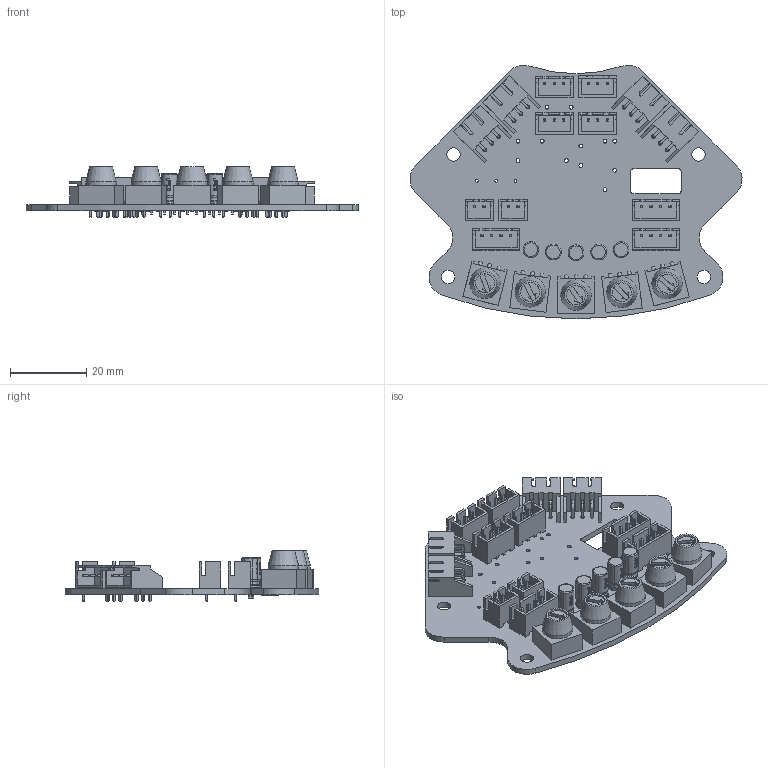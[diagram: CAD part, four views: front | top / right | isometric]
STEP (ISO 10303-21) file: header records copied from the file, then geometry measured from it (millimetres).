
FILE_DESCRIPTION(('KiCad electronic assembly'),'2;1');
FILE_NAME('____.step','2024-11-28T02:27:55',('Pcbnew'),('Kicad'), 'Open CASCADE STEP processor 7.6','KiCad to STEP converter','Unknown' );
FILE_SCHEMA(('AUTOMOTIVE_DESIGN { 1 0 10303 214 1 1 1 1 }'));
Length unit declared in the file: millimetre
Products named in the file (14): ____ 1; Lå­ã³ãã¯ã¿ã¼3ãã³ v1; COMPOUND; é»è§£ã³ã³ãã³ãµã¼ v1; SOLID; ã³ãã¯ã¿ã¼4ãã³ v1; ã³ãã¯ã¿ã¼3ãã³ v1; ã³ãã¯ã¿ã¼2ãã³ v1; å¯å¤æµæ v5; é»æºåºç¤ PCB
Assembly tree (30 placements, depth 3):
  ____ 1
    Lå­ã³ãã¯ã¿ã¼3ãã³ v1  x4
      COMPOUND
    é»è§£ã³ã³ãã³ãµã¼ v1  x5
      SOLID
    ã³ãã¯ã¿ã¼4ãã³ v1  x3
      COMPOUND
    ã³ãã¯ã¿ã¼3ãã³ v1  x4
      COMPOUND
    ã³ãã¯ã¿ã¼2ãã³ v1  x2
      COMPOUND
    å¯å¤æµæ v5  x5
      COMPOUND
    é»æºåºç¤ PCB
Bounding box: 87.13 x 66.58 x 13.35 mm (x, y, z)
Volume: 12473.3 mm3; surface area: 20709.8 mm2
Topology: 64 solids, 64 shells, 2097 faces, 5714 edges, 3800 vertices
Faces by surface type: plane 1708, cylinder 319, torus 50, bspline 15, cone 5
Full cylindrical faces by diameter (mm): 0.45 x10, 0.762 x28, 1 x82, 3.5 x4, 4.97 x5, 7.97 x5
Entity records: 49710 total; most frequent: CARTESIAN_POINT 12618, DIRECTION 6861, LINE 4589, VECTOR 4589, ORIENTED_EDGE 3560, PCURVE 3560, DEFINITIONAL_REPRESENTATION 3560, EDGE_CURVE 1780
